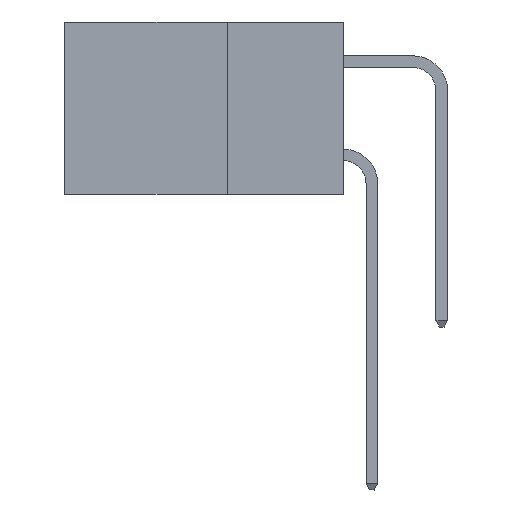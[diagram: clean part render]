
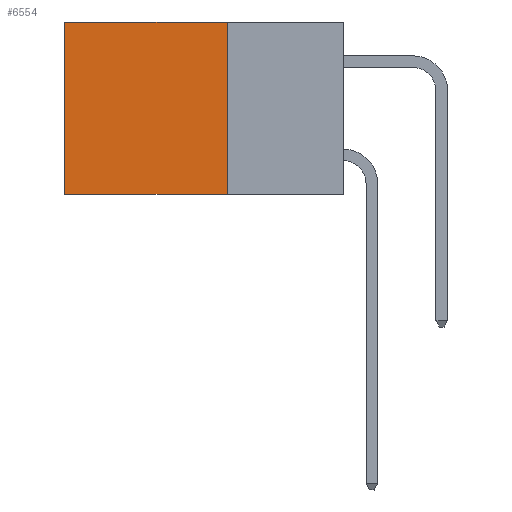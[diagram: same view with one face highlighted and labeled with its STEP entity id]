
A CAD part, left-side view. The second image highlights one B-rep face of the part: STEP entity #6554.
In plain terms, the highlighted planar face has unit normal (-1, 0, 0).
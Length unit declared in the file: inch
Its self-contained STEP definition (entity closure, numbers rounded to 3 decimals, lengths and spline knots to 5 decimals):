
#601 = DIRECTION ( 'NONE',  ( 0., 0., -1. ) ) ;
#974 = CARTESIAN_POINT ( 'NONE',  ( 0.298, 0.25, 0. ) ) ;
#1126 = EDGE_CURVE ( 'NONE', #8219, #5023, #12521, .T. ) ;
#2293 = CARTESIAN_POINT ( 'NONE',  ( 0.298, 0.25, -0.37 ) ) ;
#2513 = EDGE_CURVE ( 'NONE', #5023, #2861, #9188, .T. ) ;
#2861 = VERTEX_POINT ( 'NONE', #6212 ) ;
#3799 = CARTESIAN_POINT ( 'NONE',  ( 0.298, 0.25, -0.37 ) ) ;
#4021 = VERTEX_POINT ( 'NONE', #12334 ) ;
#5023 = VERTEX_POINT ( 'NONE', #3799 ) ;
#6212 = CARTESIAN_POINT ( 'NONE',  ( 0.298, 0.6, -0.37 ) ) ;
#6554 = ADVANCED_FACE ( 'NONE', ( #13411 ), #13868, .F. ) ;
#6651 = VECTOR ( 'NONE', #11378, 39.37008 ) ;
#7843 = DIRECTION ( 'NONE',  ( 0., 1., 0. ) ) ;
#8219 = VERTEX_POINT ( 'NONE', #11048 ) ;
#8295 = LINE ( 'NONE', #11625, #11224 ) ;
#8588 = EDGE_CURVE ( 'NONE', #4021, #2861, #13732, .T. ) ;
#8781 = VECTOR ( 'NONE', #13661, 39.37008 ) ;
#9188 = LINE ( 'NONE', #2293, #8781 ) ;
#10321 = AXIS2_PLACEMENT_3D ( 'NONE', #14291, #13851, #13833 ) ;
#10721 = CARTESIAN_POINT ( 'NONE',  ( 0.298, 0.6, 0. ) ) ;
#11048 = CARTESIAN_POINT ( 'NONE',  ( 0.298, 0.25, 0. ) ) ;
#11224 = VECTOR ( 'NONE', #7843, 39.37008 ) ;
#11378 = DIRECTION ( 'NONE',  ( 0., 0., -1. ) ) ;
#11390 = ORIENTED_EDGE ( 'NONE', *, *, #8588, .T. ) ;
#11625 = CARTESIAN_POINT ( 'NONE',  ( 0.298, 0.25, 0. ) ) ;
#12334 = CARTESIAN_POINT ( 'NONE',  ( 0.298, 0.6, 0. ) ) ;
#12521 = LINE ( 'NONE', #974, #6651 ) ;
#12852 = ORIENTED_EDGE ( 'NONE', *, *, #14410, .T. ) ;
#13340 = ORIENTED_EDGE ( 'NONE', *, *, #2513, .F. ) ;
#13362 = VECTOR ( 'NONE', #601, 39.37008 ) ;
#13411 = FACE_OUTER_BOUND ( 'NONE', #14482, .T. ) ;
#13661 = DIRECTION ( 'NONE',  ( 0., 1., 0. ) ) ;
#13732 = LINE ( 'NONE', #10721, #13362 ) ;
#13833 = DIRECTION ( 'NONE',  ( 0., 0., -1. ) ) ;
#13851 = DIRECTION ( 'NONE',  ( 1., 0., 0. ) ) ;
#13868 = PLANE ( 'NONE',  #10321 ) ;
#14291 = CARTESIAN_POINT ( 'NONE',  ( 0.298, 0.25, 0. ) ) ;
#14410 = EDGE_CURVE ( 'NONE', #8219, #4021, #8295, .T. ) ;
#14482 = EDGE_LOOP ( 'NONE', ( #11390, #13340, #15362, #12852 ) ) ;
#15362 = ORIENTED_EDGE ( 'NONE', *, *, #1126, .F. ) ;
